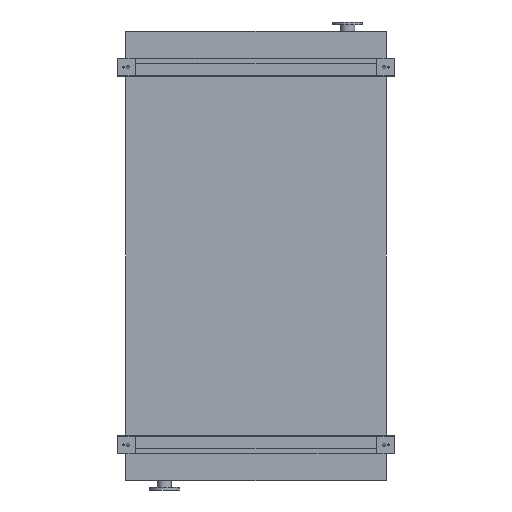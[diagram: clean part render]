
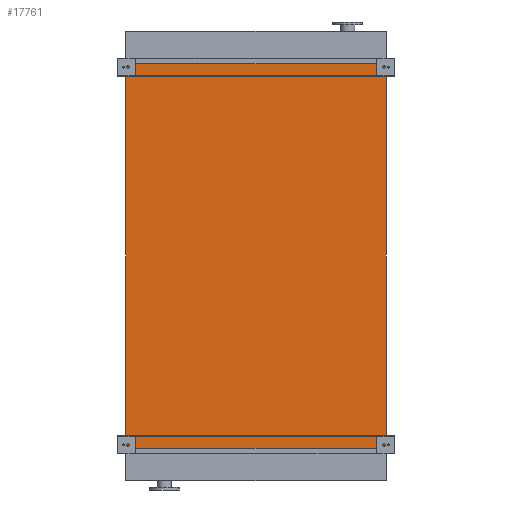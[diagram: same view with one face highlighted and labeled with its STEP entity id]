
A CAD part, front view. The second image highlights one B-rep face of the part: STEP entity #17761.
In plain terms, the highlighted planar face has unit normal (0, -1, 0).
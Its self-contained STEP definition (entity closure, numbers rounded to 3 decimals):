
#27 = AXIS2_PLACEMENT_3D ( 'NONE', #10681, #16168, #5295 ) ;
#426 = VERTEX_POINT ( 'NONE', #8228 ) ;
#518 = CARTESIAN_POINT ( 'NONE',  ( 965., 0., -2850. ) ) ;
#1024 = CARTESIAN_POINT ( 'NONE',  ( -965., 0., 0. ) ) ;
#2537 = VECTOR ( 'NONE', #20057, 1000. ) ;
#2739 = VECTOR ( 'NONE', #19752, 1000. ) ;
#2783 = EDGE_CURVE ( 'NONE', #22926, #426, #10935, .T. ) ;
#3633 = CARTESIAN_POINT ( 'NONE',  ( -965., 0., -2850. ) ) ;
#3781 = ORIENTED_EDGE ( 'NONE', *, *, #2783, .T. ) ;
#5295 = DIRECTION ( 'NONE',  ( 0., 0., -1. ) ) ;
#5647 = VERTEX_POINT ( 'NONE', #1024 ) ;
#6077 = VECTOR ( 'NONE', #14501, 1000. ) ;
#7256 = VECTOR ( 'NONE', #15418, 1000. ) ;
#7472 = ORIENTED_EDGE ( 'NONE', *, *, #13601, .F. ) ;
#8228 = CARTESIAN_POINT ( 'NONE',  ( 965., 0., 0. ) ) ;
#8980 = EDGE_LOOP ( 'NONE', ( #20198, #7472, #17684, #3781 ) ) ;
#10681 = CARTESIAN_POINT ( 'NONE',  ( -965., 0., -2850. ) ) ;
#10935 = LINE ( 'NONE', #20849, #7256 ) ;
#12200 = LINE ( 'NONE', #14610, #2537 ) ;
#13544 = LINE ( 'NONE', #17958, #2739 ) ;
#13601 = EDGE_CURVE ( 'NONE', #15523, #5647, #12200, .T. ) ;
#14340 = PLANE ( 'NONE',  #27 ) ;
#14501 = DIRECTION ( 'NONE',  ( 1., 0., 0. ) ) ;
#14610 = CARTESIAN_POINT ( 'NONE',  ( -965., 0., -2850. ) ) ;
#15418 = DIRECTION ( 'NONE',  ( 0., 0., 1. ) ) ;
#15523 = VERTEX_POINT ( 'NONE', #16983 ) ;
#16168 = DIRECTION ( 'NONE',  ( 0., -1., 0. ) ) ;
#16296 = FACE_OUTER_BOUND ( 'NONE', #8980, .T. ) ;
#16983 = CARTESIAN_POINT ( 'NONE',  ( -965., 0., -2850. ) ) ;
#17684 = ORIENTED_EDGE ( 'NONE', *, *, #17822, .T. ) ;
#17761 = ADVANCED_FACE ( 'NONE', ( #16296 ), #14340, .T. ) ;
#17822 = EDGE_CURVE ( 'NONE', #15523, #22926, #19955, .T. ) ;
#17958 = CARTESIAN_POINT ( 'NONE',  ( -965., 0., 0. ) ) ;
#19752 = DIRECTION ( 'NONE',  ( 1., 0., 0. ) ) ;
#19955 = LINE ( 'NONE', #3633, #6077 ) ;
#20057 = DIRECTION ( 'NONE',  ( 0., 0., 1. ) ) ;
#20198 = ORIENTED_EDGE ( 'NONE', *, *, #22629, .F. ) ;
#20849 = CARTESIAN_POINT ( 'NONE',  ( 965., 0., -2850. ) ) ;
#22629 = EDGE_CURVE ( 'NONE', #5647, #426, #13544, .T. ) ;
#22926 = VERTEX_POINT ( 'NONE', #518 ) ;
